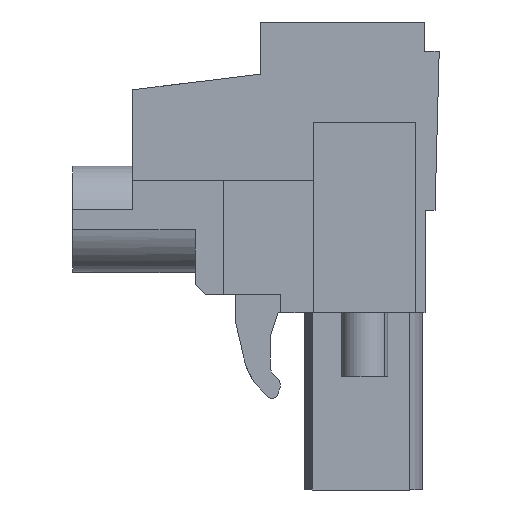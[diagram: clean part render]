
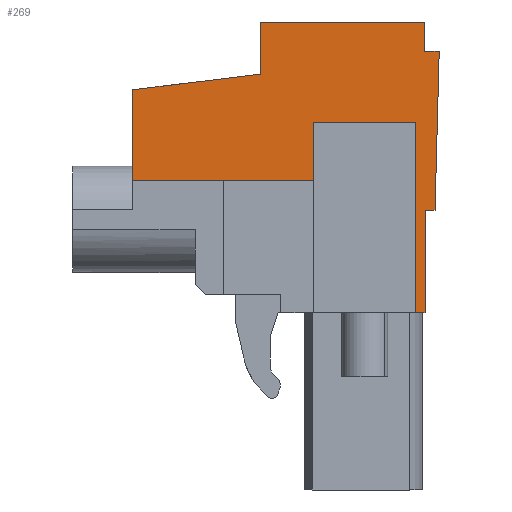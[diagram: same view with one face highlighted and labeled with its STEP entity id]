
A CAD part, left-side view. The second image highlights one B-rep face of the part: STEP entity #269.
In plain terms, the highlighted planar face has unit normal (-1, 0, 0).
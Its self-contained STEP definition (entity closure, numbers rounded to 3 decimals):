
#169=AXIS2_PLACEMENT_3D('Plane Axis2P3D',#166,#167,#168) ;
#40=CARTESIAN_POINT('Vertex',(4.94,8.9,20.75)) ;
#45=CARTESIAN_POINT('Line Origine',(4.94,8.9,22.05)) ;
#49=CARTESIAN_POINT('Vertex',(4.94,8.9,23.35)) ;
#131=CARTESIAN_POINT('Vertex',(4.94,15.25,19.97)) ;
#134=CARTESIAN_POINT('Line Origine',(4.94,12.075,20.36)) ;
#166=CARTESIAN_POINT('Axis2P3D Location',(4.94,-1.91,-25.3)) ;
#171=CARTESIAN_POINT('Line Origine',(4.94,0.908,8.85)) ;
#175=CARTESIAN_POINT('Vertex',(4.94,1.139,8.85)) ;
#177=CARTESIAN_POINT('Vertex',(4.94,0.677,8.85)) ;
#180=CARTESIAN_POINT('Line Origine',(4.94,0.664,11.4)) ;
#184=CARTESIAN_POINT('Vertex',(4.94,0.65,13.95)) ;
#187=CARTESIAN_POINT('Line Origine',(4.94,0.414,13.95)) ;
#191=CARTESIAN_POINT('Vertex',(4.94,0.179,13.95)) ;
#194=CARTESIAN_POINT('Line Origine',(4.94,0.075,17.925)) ;
#198=CARTESIAN_POINT('Vertex',(4.94,-0.029,21.9)) ;
#201=CARTESIAN_POINT('Line Origine',(4.94,0.335,21.9)) ;
#205=CARTESIAN_POINT('Vertex',(4.94,0.7,21.9)) ;
#208=CARTESIAN_POINT('Line Origine',(4.94,0.7,22.625)) ;
#212=CARTESIAN_POINT('Vertex',(4.94,0.7,23.35)) ;
#215=CARTESIAN_POINT('Line Origine',(4.94,4.8,23.35)) ;
#220=CARTESIAN_POINT('Line Origine',(4.94,15.25,17.71)) ;
#224=CARTESIAN_POINT('Vertex',(4.94,15.25,15.45)) ;
#227=CARTESIAN_POINT('Line Origine',(4.94,10.744,15.45)) ;
#231=CARTESIAN_POINT('Vertex',(4.94,6.239,15.45)) ;
#234=CARTESIAN_POINT('Line Origine',(4.94,6.239,16.68)) ;
#238=CARTESIAN_POINT('Vertex',(4.94,6.239,17.91)) ;
#241=CARTESIAN_POINT('Line Origine',(4.94,3.689,17.91)) ;
#245=CARTESIAN_POINT('Vertex',(4.94,1.139,17.91)) ;
#248=CARTESIAN_POINT('Line Origine',(4.94,1.139,13.38)) ;
#46=DIRECTION('Vector Direction',(0.,0.,1.)) ;
#135=DIRECTION('Vector Direction',(0.,-0.993,0.122)) ;
#167=DIRECTION('Axis2P3D Direction',(-1.,0.,0.)) ;
#168=DIRECTION('Axis2P3D XDirection',(0.,-1.,0.)) ;
#172=DIRECTION('Vector Direction',(0.,-1.,0.)) ;
#181=DIRECTION('Vector Direction',(0.,-0.005,1.)) ;
#188=DIRECTION('Vector Direction',(0.,1.,0.)) ;
#195=DIRECTION('Vector Direction',(0.,0.026,-1.)) ;
#202=DIRECTION('Vector Direction',(0.,-1.,0.)) ;
#209=DIRECTION('Vector Direction',(0.,0.,-1.)) ;
#216=DIRECTION('Vector Direction',(0.,-1.,0.)) ;
#221=DIRECTION('Vector Direction',(0.,0.,-1.)) ;
#228=DIRECTION('Vector Direction',(0.,1.,0.)) ;
#235=DIRECTION('Vector Direction',(0.,0.,-1.)) ;
#242=DIRECTION('Vector Direction',(0.,-1.,0.)) ;
#249=DIRECTION('Vector Direction',(0.,0.,-1.)) ;
#47=VECTOR('Line Direction',#46,1.) ;
#136=VECTOR('Line Direction',#135,1.) ;
#173=VECTOR('Line Direction',#172,1.) ;
#182=VECTOR('Line Direction',#181,1.) ;
#189=VECTOR('Line Direction',#188,1.) ;
#196=VECTOR('Line Direction',#195,1.) ;
#203=VECTOR('Line Direction',#202,1.) ;
#210=VECTOR('Line Direction',#209,1.) ;
#217=VECTOR('Line Direction',#216,1.) ;
#222=VECTOR('Line Direction',#221,1.) ;
#229=VECTOR('Line Direction',#228,1.) ;
#236=VECTOR('Line Direction',#235,1.) ;
#243=VECTOR('Line Direction',#242,1.) ;
#250=VECTOR('Line Direction',#249,1.) ;
#254=ORIENTED_EDGE('',*,*,#179,.T.) ;
#255=ORIENTED_EDGE('',*,*,#186,.T.) ;
#256=ORIENTED_EDGE('',*,*,#193,.T.) ;
#257=ORIENTED_EDGE('',*,*,#200,.T.) ;
#258=ORIENTED_EDGE('',*,*,#207,.T.) ;
#259=ORIENTED_EDGE('',*,*,#214,.T.) ;
#260=ORIENTED_EDGE('',*,*,#219,.T.) ;
#261=ORIENTED_EDGE('',*,*,#51,.T.) ;
#262=ORIENTED_EDGE('',*,*,#138,.T.) ;
#263=ORIENTED_EDGE('',*,*,#226,.T.) ;
#264=ORIENTED_EDGE('',*,*,#233,.F.) ;
#265=ORIENTED_EDGE('',*,*,#240,.T.) ;
#266=ORIENTED_EDGE('',*,*,#247,.T.) ;
#267=ORIENTED_EDGE('',*,*,#252,.F.) ;
#269=ADVANCED_FACE('HOUSING',(#268),#170,.T.) ;
#51=EDGE_CURVE('',#50,#41,#48,.F.) ;
#138=EDGE_CURVE('',#41,#132,#137,.F.) ;
#179=EDGE_CURVE('',#176,#178,#174,.T.) ;
#186=EDGE_CURVE('',#178,#185,#183,.T.) ;
#193=EDGE_CURVE('',#185,#192,#190,.F.) ;
#200=EDGE_CURVE('',#192,#199,#197,.F.) ;
#207=EDGE_CURVE('',#199,#206,#204,.F.) ;
#214=EDGE_CURVE('',#206,#213,#211,.F.) ;
#219=EDGE_CURVE('',#213,#50,#218,.F.) ;
#226=EDGE_CURVE('',#132,#225,#223,.T.) ;
#233=EDGE_CURVE('',#232,#225,#230,.T.) ;
#240=EDGE_CURVE('',#232,#239,#237,.F.) ;
#247=EDGE_CURVE('',#239,#246,#244,.T.) ;
#252=EDGE_CURVE('',#176,#246,#251,.F.) ;
#253=EDGE_LOOP('',(#254,#255,#256,#257,#258,#259,#260,#261,#262,#263,#264,#265,#266,#267)) ;
#268=FACE_OUTER_BOUND('',#253,.T.) ;
#48=LINE('Line',#45,#47) ;
#137=LINE('Line',#134,#136) ;
#174=LINE('Line',#171,#173) ;
#183=LINE('Line',#180,#182) ;
#190=LINE('Line',#187,#189) ;
#197=LINE('Line',#194,#196) ;
#204=LINE('Line',#201,#203) ;
#211=LINE('Line',#208,#210) ;
#218=LINE('Line',#215,#217) ;
#223=LINE('Line',#220,#222) ;
#230=LINE('Line',#227,#229) ;
#237=LINE('Line',#234,#236) ;
#244=LINE('Line',#241,#243) ;
#251=LINE('Line',#248,#250) ;
#170=PLANE('',#169) ;
#41=VERTEX_POINT('',#40) ;
#50=VERTEX_POINT('',#49) ;
#132=VERTEX_POINT('',#131) ;
#176=VERTEX_POINT('',#175) ;
#178=VERTEX_POINT('',#177) ;
#185=VERTEX_POINT('',#184) ;
#192=VERTEX_POINT('',#191) ;
#199=VERTEX_POINT('',#198) ;
#206=VERTEX_POINT('',#205) ;
#213=VERTEX_POINT('',#212) ;
#225=VERTEX_POINT('',#224) ;
#232=VERTEX_POINT('',#231) ;
#239=VERTEX_POINT('',#238) ;
#246=VERTEX_POINT('',#245) ;
